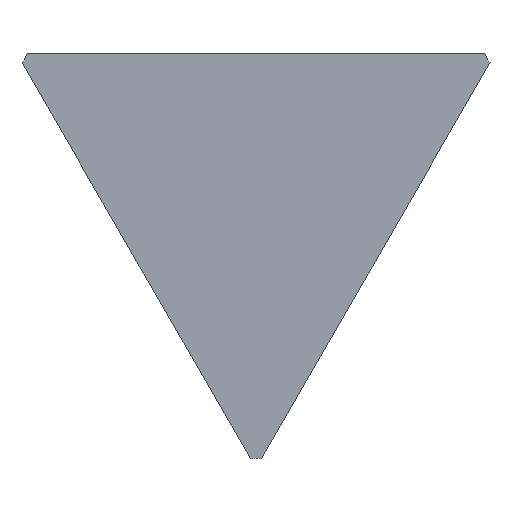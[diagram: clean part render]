
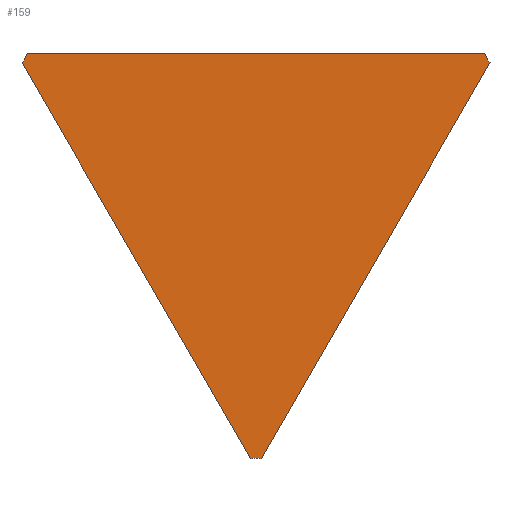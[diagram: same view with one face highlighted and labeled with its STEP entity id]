
A CAD part, front view. The second image highlights one B-rep face of the part: STEP entity #159.
In plain terms, the highlighted planar face has unit normal (0, -1, 0).
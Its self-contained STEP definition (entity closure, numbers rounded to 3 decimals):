
#5 = DIRECTION ( 'NONE',  ( 0., 1., 0. ) ) ;
#17 = DIRECTION ( 'NONE',  ( 0., 0., 1. ) ) ;
#25 = VECTOR ( 'NONE', #139, 1000. ) ;
#29 = ORIENTED_EDGE ( 'NONE', *, *, #202, .F. ) ;
#32 = LINE ( 'NONE', #200, #250 ) ;
#36 = CIRCLE ( 'NONE', #306, 90. ) ;
#37 = CARTESIAN_POINT ( 'NONE',  ( 646.507, 0., 391.043 ) ) ;
#41 = VERTEX_POINT ( 'NONE', #297 ) ;
#49 = CARTESIAN_POINT ( 'NONE',  ( -661.907, 0., 364.37 ) ) ;
#52 = CARTESIAN_POINT ( 'NONE',  ( -646.507, 0., 391.043 ) ) ;
#53 = CIRCLE ( 'NONE', #279, 90. ) ;
#65 = VERTEX_POINT ( 'NONE', #166 ) ;
#86 = DIRECTION ( 'NONE',  ( 0., 0., 1. ) ) ;
#87 = CARTESIAN_POINT ( 'NONE',  ( 731., 0., 422.043 ) ) ;
#88 = EDGE_CURVE ( 'NONE', #247, #65, #53, .T. ) ;
#94 = CARTESIAN_POINT ( 'NONE',  ( -15.4, 0., -755.413 ) ) ;
#96 = DIRECTION ( 'NONE',  ( 0., 1., 0. ) ) ;
#97 = EDGE_LOOP ( 'NONE', ( #108, #287, #29, #283, #270, #308, #155 ) ) ;
#108 = ORIENTED_EDGE ( 'NONE', *, *, #113, .F. ) ;
#113 = EDGE_CURVE ( 'NONE', #174, #263, #32, .T. ) ;
#126 = AXIS2_PLACEMENT_3D ( 'NONE', #303, #5, #151 ) ;
#130 = FACE_OUTER_BOUND ( 'NONE', #97, .T. ) ;
#139 = DIRECTION ( 'NONE',  ( -0.5, 0., -0.866 ) ) ;
#151 = DIRECTION ( 'NONE',  ( 0., 0., 1. ) ) ;
#155 = ORIENTED_EDGE ( 'NONE', *, *, #280, .T. ) ;
#159 = ADVANCED_FACE ( 'NONE', ( #130 ), #253, .F. ) ;
#160 = VECTOR ( 'NONE', #241, 1000. ) ;
#162 = DIRECTION ( 'NONE',  ( 0., 0., 1. ) ) ;
#166 = CARTESIAN_POINT ( 'NONE',  ( 0., 0., -754.086 ) ) ;
#168 = VERTEX_POINT ( 'NONE', #251 ) ;
#169 = CARTESIAN_POINT ( 'NONE',  ( 0., 0., -782.086 ) ) ;
#174 = VERTEX_POINT ( 'NONE', #52 ) ;
#175 = DIRECTION ( 'NONE',  ( 0., 0., 1. ) ) ;
#178 = DIRECTION ( 'NONE',  ( 0., 1., 0. ) ) ;
#183 = CIRCLE ( 'NONE', #288, 90. ) ;
#187 = CARTESIAN_POINT ( 'NONE',  ( -731., 0., 422.043 ) ) ;
#188 = VERTEX_POINT ( 'NONE', #49 ) ;
#200 = CARTESIAN_POINT ( 'NONE',  ( -677.306, 0., 391.043 ) ) ;
#202 = EDGE_CURVE ( 'NONE', #247, #188, #223, .T. ) ;
#208 = EDGE_CURVE ( 'NONE', #168, #41, #265, .T. ) ;
#223 = LINE ( 'NONE', #169, #160 ) ;
#226 = DIRECTION ( 'NONE',  ( 1., 0., 0. ) ) ;
#231 = DIRECTION ( 'NONE',  ( 0., 1., 0. ) ) ;
#236 = EDGE_CURVE ( 'NONE', #174, #188, #290, .T. ) ;
#241 = DIRECTION ( 'NONE',  ( -0.5, 0., 0.866 ) ) ;
#247 = VERTEX_POINT ( 'NONE', #94 ) ;
#249 = CARTESIAN_POINT ( 'NONE',  ( 0., 0., -844.086 ) ) ;
#250 = VECTOR ( 'NONE', #226, 1000. ) ;
#251 = CARTESIAN_POINT ( 'NONE',  ( 661.907, 0., 364.37 ) ) ;
#253 = PLANE ( 'NONE',  #126 ) ;
#261 = DIRECTION ( 'NONE',  ( 0., 1., 0. ) ) ;
#263 = VERTEX_POINT ( 'NONE', #37 ) ;
#265 = LINE ( 'NONE', #271, #25 ) ;
#270 = ORIENTED_EDGE ( 'NONE', *, *, #312, .T. ) ;
#271 = CARTESIAN_POINT ( 'NONE',  ( 677.306, 0., 391.043 ) ) ;
#279 = AXIS2_PLACEMENT_3D ( 'NONE', #249, #178, #175 ) ;
#280 = EDGE_CURVE ( 'NONE', #168, #263, #36, .T. ) ;
#283 = ORIENTED_EDGE ( 'NONE', *, *, #88, .T. ) ;
#287 = ORIENTED_EDGE ( 'NONE', *, *, #236, .T. ) ;
#288 = AXIS2_PLACEMENT_3D ( 'NONE', #311, #261, #17 ) ;
#290 = CIRCLE ( 'NONE', #310, 90. ) ;
#297 = CARTESIAN_POINT ( 'NONE',  ( 15.4, 0., -755.413 ) ) ;
#303 = CARTESIAN_POINT ( 'NONE',  ( 0., 0., 0. ) ) ;
#306 = AXIS2_PLACEMENT_3D ( 'NONE', #87, #231, #86 ) ;
#308 = ORIENTED_EDGE ( 'NONE', *, *, #208, .F. ) ;
#310 = AXIS2_PLACEMENT_3D ( 'NONE', #187, #96, #162 ) ;
#311 = CARTESIAN_POINT ( 'NONE',  ( 0., 0., -844.086 ) ) ;
#312 = EDGE_CURVE ( 'NONE', #65, #41, #183, .T. ) ;
